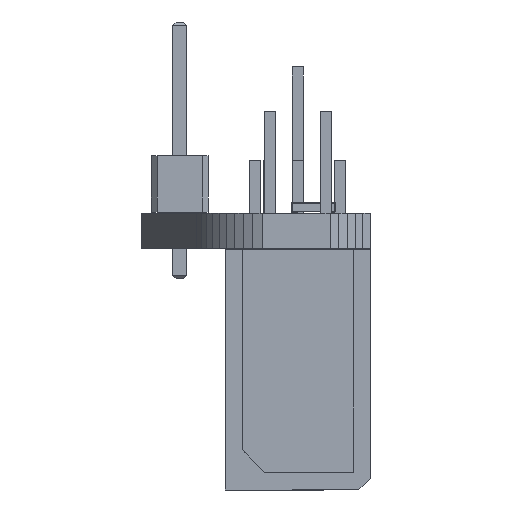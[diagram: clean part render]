
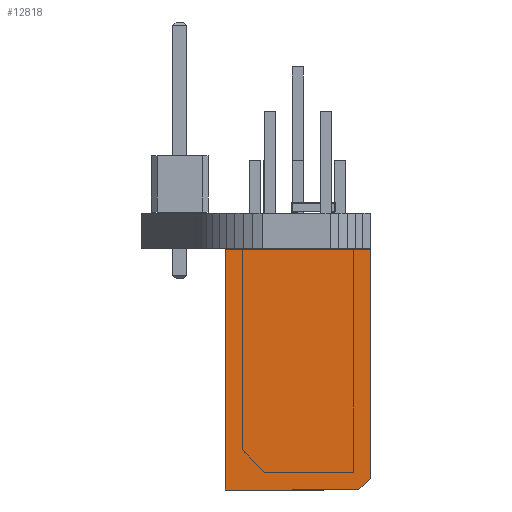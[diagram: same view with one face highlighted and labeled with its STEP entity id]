
A CAD part, left-side view. The second image highlights one B-rep face of the part: STEP entity #12818.
In plain terms, the highlighted planar face has unit normal (-1, 0, 0).
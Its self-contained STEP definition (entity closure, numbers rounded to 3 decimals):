
#8176 = PLANE('',#8177);
#8177 = AXIS2_PLACEMENT_3D('',#8178,#8179,#8180);
#8178 = CARTESIAN_POINT('',(-6.16,0.,10.8));
#8179 = DIRECTION('',(0.,0.,1.));
#8180 = DIRECTION('',(1.,0.,-0.));
#12163 = PLANE('',#12164);
#12164 = AXIS2_PLACEMENT_3D('',#12165,#12166,#12167);
#12165 = CARTESIAN_POINT('',(0.,3.25,5.4));
#12166 = DIRECTION('',(0.,1.,0.));
#12167 = DIRECTION('',(0.,-0.,1.));
#12295 = PLANE('',#12296);
#12296 = AXIS2_PLACEMENT_3D('',#12297,#12298,#12299);
#12297 = CARTESIAN_POINT('',(0.,-3.25,5.4));
#12298 = DIRECTION('',(0.,-1.,0.));
#12299 = DIRECTION('',(0.,0.,-1.));
#12356 = VERTEX_POINT('',#12357);
#12357 = CARTESIAN_POINT('',(-6.16,3.25,0.));
#12371 = PLANE('',#12372);
#12372 = AXIS2_PLACEMENT_3D('',#12373,#12374,#12375);
#12373 = CARTESIAN_POINT('',(6.16,0.,0.));
#12374 = DIRECTION('',(0.,0.,-1.));
#12375 = DIRECTION('',(-1.,0.,0.));
#12383 = EDGE_CURVE('',#12384,#12356,#12386,.T.);
#12384 = VERTEX_POINT('',#12385);
#12385 = CARTESIAN_POINT('',(-6.16,3.25,10.3));
#12386 = SURFACE_CURVE('',#12387,(#12391,#12398),.PCURVE_S1.);
#12387 = LINE('',#12388,#12389);
#12388 = CARTESIAN_POINT('',(-6.16,3.25,2.7));
#12389 = VECTOR('',#12390,1.);
#12390 = DIRECTION('',(0.,0.,-1.));
#12391 = PCURVE('',#12163,#12392);
#12392 = DEFINITIONAL_REPRESENTATION('',(#12393),#12397);
#12393 = LINE('',#12394,#12395);
#12394 = CARTESIAN_POINT('',(-2.7,-6.16));
#12395 = VECTOR('',#12396,1.);
#12396 = DIRECTION('',(-1.,0.));
#12397 = ( GEOMETRIC_REPRESENTATION_CONTEXT(2) 
PARAMETRIC_REPRESENTATION_CONTEXT() REPRESENTATION_CONTEXT('2D SPACE',''
  ) );
#12398 = PCURVE('',#12399,#12404);
#12399 = PLANE('',#12400);
#12400 = AXIS2_PLACEMENT_3D('',#12401,#12402,#12403);
#12401 = CARTESIAN_POINT('',(-6.16,0.,0.));
#12402 = DIRECTION('',(-1.,0.,0.));
#12403 = DIRECTION('',(0.,0.,1.));
#12404 = DEFINITIONAL_REPRESENTATION('',(#12405),#12409);
#12405 = LINE('',#12406,#12407);
#12406 = CARTESIAN_POINT('',(2.7,3.25));
#12407 = VECTOR('',#12408,1.);
#12408 = DIRECTION('',(-1.,0.));
#12409 = ( GEOMETRIC_REPRESENTATION_CONTEXT(2) 
PARAMETRIC_REPRESENTATION_CONTEXT() REPRESENTATION_CONTEXT('2D SPACE',''
  ) );
#12427 = PLANE('',#12428);
#12428 = AXIS2_PLACEMENT_3D('',#12429,#12430,#12431);
#12429 = CARTESIAN_POINT('',(-3.08,3.,10.55));
#12430 = DIRECTION('',(0.,0.707,0.707));
#12431 = DIRECTION('',(1.,0.,-0.));
#12492 = EDGE_CURVE('',#12384,#12493,#12495,.T.);
#12493 = VERTEX_POINT('',#12494);
#12494 = CARTESIAN_POINT('',(-6.16,2.75,10.8));
#12495 = SURFACE_CURVE('',#12496,(#12500,#12507),.PCURVE_S1.);
#12496 = LINE('',#12497,#12498);
#12497 = CARTESIAN_POINT('',(-6.16,4.888,8.663));
#12498 = VECTOR('',#12499,1.);
#12499 = DIRECTION('',(0.,-0.707,0.707)
  );
#12500 = PCURVE('',#12427,#12501);
#12501 = DEFINITIONAL_REPRESENTATION('',(#12502),#12506);
#12502 = LINE('',#12503,#12504);
#12503 = CARTESIAN_POINT('',(-3.08,2.669));
#12504 = VECTOR('',#12505,1.);
#12505 = DIRECTION('',(0.,-1.));
#12506 = ( GEOMETRIC_REPRESENTATION_CONTEXT(2) 
PARAMETRIC_REPRESENTATION_CONTEXT() REPRESENTATION_CONTEXT('2D SPACE',''
  ) );
#12507 = PCURVE('',#12399,#12508);
#12508 = DEFINITIONAL_REPRESENTATION('',(#12509),#12513);
#12509 = LINE('',#12510,#12511);
#12510 = CARTESIAN_POINT('',(8.663,4.888));
#12511 = VECTOR('',#12512,1.);
#12512 = DIRECTION('',(0.707,-0.707));
#12513 = ( GEOMETRIC_REPRESENTATION_CONTEXT(2) 
PARAMETRIC_REPRESENTATION_CONTEXT() REPRESENTATION_CONTEXT('2D SPACE',''
  ) );
#12636 = VERTEX_POINT('',#12637);
#12637 = CARTESIAN_POINT('',(-6.16,-3.25,10.8));
#12658 = EDGE_CURVE('',#12659,#12636,#12661,.T.);
#12659 = VERTEX_POINT('',#12660);
#12660 = CARTESIAN_POINT('',(-6.16,-3.25,0.));
#12661 = SURFACE_CURVE('',#12662,(#12666,#12673),.PCURVE_S1.);
#12662 = LINE('',#12663,#12664);
#12663 = CARTESIAN_POINT('',(-6.16,-3.25,8.1));
#12664 = VECTOR('',#12665,1.);
#12665 = DIRECTION('',(0.,0.,1.));
#12666 = PCURVE('',#12295,#12667);
#12667 = DEFINITIONAL_REPRESENTATION('',(#12668),#12672);
#12668 = LINE('',#12669,#12670);
#12669 = CARTESIAN_POINT('',(-2.7,-6.16));
#12670 = VECTOR('',#12671,1.);
#12671 = DIRECTION('',(-1.,0.));
#12672 = ( GEOMETRIC_REPRESENTATION_CONTEXT(2) 
PARAMETRIC_REPRESENTATION_CONTEXT() REPRESENTATION_CONTEXT('2D SPACE',''
  ) );
#12673 = PCURVE('',#12399,#12674);
#12674 = DEFINITIONAL_REPRESENTATION('',(#12675),#12679);
#12675 = LINE('',#12676,#12677);
#12676 = CARTESIAN_POINT('',(8.1,-3.25));
#12677 = VECTOR('',#12678,1.);
#12678 = DIRECTION('',(1.,0.));
#12679 = ( GEOMETRIC_REPRESENTATION_CONTEXT(2) 
PARAMETRIC_REPRESENTATION_CONTEXT() REPRESENTATION_CONTEXT('2D SPACE',''
  ) );
#12782 = EDGE_CURVE('',#12636,#12493,#12783,.T.);
#12783 = SURFACE_CURVE('',#12784,(#12788,#12795),.PCURVE_S1.);
#12784 = LINE('',#12785,#12786);
#12785 = CARTESIAN_POINT('',(-6.16,0.,10.8));
#12786 = VECTOR('',#12787,1.);
#12787 = DIRECTION('',(0.,1.,0.));
#12788 = PCURVE('',#8176,#12789);
#12789 = DEFINITIONAL_REPRESENTATION('',(#12790),#12794);
#12790 = LINE('',#12791,#12792);
#12791 = CARTESIAN_POINT('',(0.,0.));
#12792 = VECTOR('',#12793,1.);
#12793 = DIRECTION('',(0.,1.));
#12794 = ( GEOMETRIC_REPRESENTATION_CONTEXT(2) 
PARAMETRIC_REPRESENTATION_CONTEXT() REPRESENTATION_CONTEXT('2D SPACE',''
  ) );
#12795 = PCURVE('',#12399,#12796);
#12796 = DEFINITIONAL_REPRESENTATION('',(#12797),#12801);
#12797 = LINE('',#12798,#12799);
#12798 = CARTESIAN_POINT('',(10.8,0.));
#12799 = VECTOR('',#12800,1.);
#12800 = DIRECTION('',(0.,1.));
#12801 = ( GEOMETRIC_REPRESENTATION_CONTEXT(2) 
PARAMETRIC_REPRESENTATION_CONTEXT() REPRESENTATION_CONTEXT('2D SPACE',''
  ) );
#12818 = ADVANCED_FACE('',(#12819),#12399,.T.);
#12819 = FACE_BOUND('',#12820,.T.);
#12820 = EDGE_LOOP('',(#12821,#12822,#12823,#12844,#12845));
#12821 = ORIENTED_EDGE('',*,*,#12492,.F.);
#12822 = ORIENTED_EDGE('',*,*,#12383,.T.);
#12823 = ORIENTED_EDGE('',*,*,#12824,.T.);
#12824 = EDGE_CURVE('',#12356,#12659,#12825,.T.);
#12825 = SURFACE_CURVE('',#12826,(#12830,#12837),.PCURVE_S1.);
#12826 = LINE('',#12827,#12828);
#12827 = CARTESIAN_POINT('',(-6.16,0.,0.));
#12828 = VECTOR('',#12829,1.);
#12829 = DIRECTION('',(0.,-1.,0.));
#12830 = PCURVE('',#12399,#12831);
#12831 = DEFINITIONAL_REPRESENTATION('',(#12832),#12836);
#12832 = LINE('',#12833,#12834);
#12833 = CARTESIAN_POINT('',(0.,0.));
#12834 = VECTOR('',#12835,1.);
#12835 = DIRECTION('',(0.,-1.));
#12836 = ( GEOMETRIC_REPRESENTATION_CONTEXT(2) 
PARAMETRIC_REPRESENTATION_CONTEXT() REPRESENTATION_CONTEXT('2D SPACE',''
  ) );
#12837 = PCURVE('',#12371,#12838);
#12838 = DEFINITIONAL_REPRESENTATION('',(#12839),#12843);
#12839 = LINE('',#12840,#12841);
#12840 = CARTESIAN_POINT('',(12.319,0.));
#12841 = VECTOR('',#12842,1.);
#12842 = DIRECTION('',(0.,-1.));
#12843 = ( GEOMETRIC_REPRESENTATION_CONTEXT(2) 
PARAMETRIC_REPRESENTATION_CONTEXT() REPRESENTATION_CONTEXT('2D SPACE',''
  ) );
#12844 = ORIENTED_EDGE('',*,*,#12658,.T.);
#12845 = ORIENTED_EDGE('',*,*,#12782,.T.);
